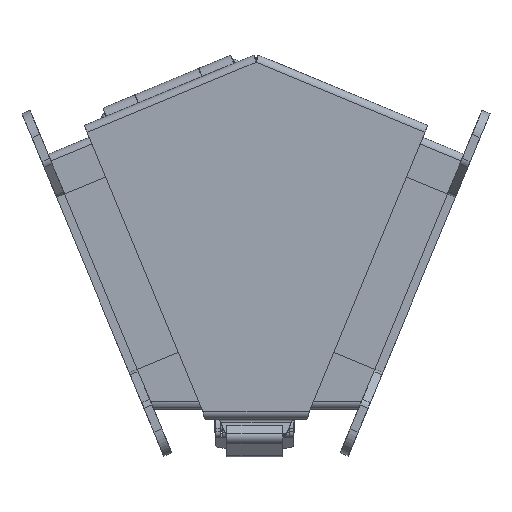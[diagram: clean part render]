
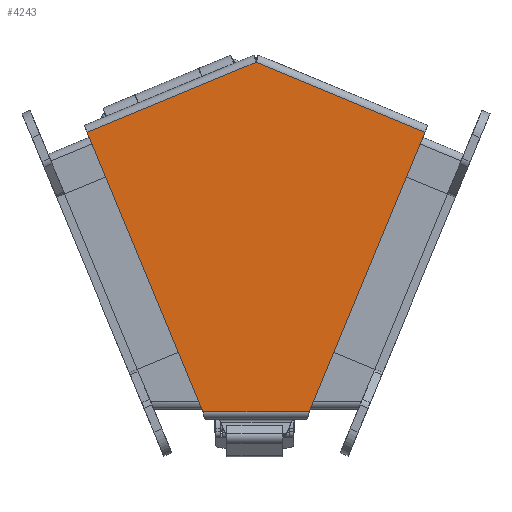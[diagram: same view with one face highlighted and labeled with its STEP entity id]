
A CAD part, front view. The second image highlights one B-rep face of the part: STEP entity #4243.
In plain terms, the highlighted planar face has unit normal (0, -1, 0).
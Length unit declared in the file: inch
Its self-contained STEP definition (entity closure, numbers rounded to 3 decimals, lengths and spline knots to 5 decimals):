
#475 = LINE ( 'NONE', #7064, #4276 ) ;
#659 = CARTESIAN_POINT ( 'NONE',  ( 2.44994, -2.172, 1.54259 ) ) ;
#667 = DIRECTION ( 'NONE',  ( -0.924, 0., -0.383 ) ) ;
#751 = LINE ( 'NONE', #659, #7300 ) ;
#1213 = LINE ( 'NONE', #2514, #7607 ) ;
#1223 = VERTEX_POINT ( 'NONE', #9073 ) ;
#1295 = VERTEX_POINT ( 'NONE', #6475 ) ;
#1333 = CARTESIAN_POINT ( 'NONE',  ( 0.77175, -2.172, -2.50892 ) ) ;
#1585 = LINE ( 'NONE', #8830, #5708 ) ;
#1888 = ORIENTED_EDGE ( 'NONE', *, *, #3608, .T. ) ;
#1977 = CARTESIAN_POINT ( 'NONE',  ( -2.44896, -2.172, 1.54259 ) ) ;
#2146 = DIRECTION ( 'NONE',  ( -0.924, 0., 0.383 ) ) ;
#2205 = DIRECTION ( 'NONE',  ( 0., -1., 0. ) ) ;
#2208 = VERTEX_POINT ( 'NONE', #1333 ) ;
#2334 = VECTOR ( 'NONE', #6928, 39.37008 ) ;
#2514 = CARTESIAN_POINT ( 'NONE',  ( 0.77175, -2.172, -2.50892 ) ) ;
#2772 = CARTESIAN_POINT ( 'NONE',  ( -2.99951, -2.172, -2.50892 ) ) ;
#3455 = EDGE_CURVE ( 'NONE', #1295, #1223, #751, .T. ) ;
#3490 = CARTESIAN_POINT ( 'NONE',  ( -0.77077, -2.172, -2.50892 ) ) ;
#3539 = ORIENTED_EDGE ( 'NONE', *, *, #7428, .T. ) ;
#3608 = EDGE_CURVE ( 'NONE', #2208, #1295, #1213, .T. ) ;
#3739 = DIRECTION ( 'NONE',  ( 0.383, 0., -0.924 ) ) ;
#3888 = ORIENTED_EDGE ( 'NONE', *, *, #5661, .T. ) ;
#3988 = VERTEX_POINT ( 'NONE', #1977 ) ;
#4243 = ADVANCED_FACE ( 'NONE', ( #4278 ), #7868, .T. ) ;
#4276 = VECTOR ( 'NONE', #667, 39.37008 ) ;
#4278 = FACE_OUTER_BOUND ( 'NONE', #5659, .T. ) ;
#5547 = ORIENTED_EDGE ( 'NONE', *, *, #8642, .T. ) ;
#5659 = EDGE_LOOP ( 'NONE', ( #1888, #6251, #3539, #3888, #5547 ) ) ;
#5661 = EDGE_CURVE ( 'NONE', #3988, #6123, #1585, .T. ) ;
#5708 = VECTOR ( 'NONE', #3739, 39.37008 ) ;
#6123 = VERTEX_POINT ( 'NONE', #3490 ) ;
#6211 = DIRECTION ( 'NONE',  ( 0.383, 0., 0.924 ) ) ;
#6251 = ORIENTED_EDGE ( 'NONE', *, *, #3455, .T. ) ;
#6462 = CARTESIAN_POINT ( 'NONE',  ( -2.99951, -2.172, 2.67408 ) ) ;
#6475 = CARTESIAN_POINT ( 'NONE',  ( 2.44994, -2.172, 1.54259 ) ) ;
#6482 = AXIS2_PLACEMENT_3D ( 'NONE', #6462, #2205, #7254 ) ;
#6928 = DIRECTION ( 'NONE',  ( 1., 0., 0. ) ) ;
#7064 = CARTESIAN_POINT ( 'NONE',  ( 0.00049, -2.172, 2.55718 ) ) ;
#7254 = DIRECTION ( 'NONE',  ( 0., 0., -1. ) ) ;
#7300 = VECTOR ( 'NONE', #2146, 39.37008 ) ;
#7428 = EDGE_CURVE ( 'NONE', #1223, #3988, #475, .T. ) ;
#7607 = VECTOR ( 'NONE', #6211, 39.37008 ) ;
#7868 = PLANE ( 'NONE',  #6482 ) ;
#8642 = EDGE_CURVE ( 'NONE', #6123, #2208, #9185, .T. ) ;
#8830 = CARTESIAN_POINT ( 'NONE',  ( -2.44896, -2.172, 1.54259 ) ) ;
#9073 = CARTESIAN_POINT ( 'NONE',  ( 0.00049, -2.172, 2.55718 ) ) ;
#9185 = LINE ( 'NONE', #2772, #2334 ) ;
